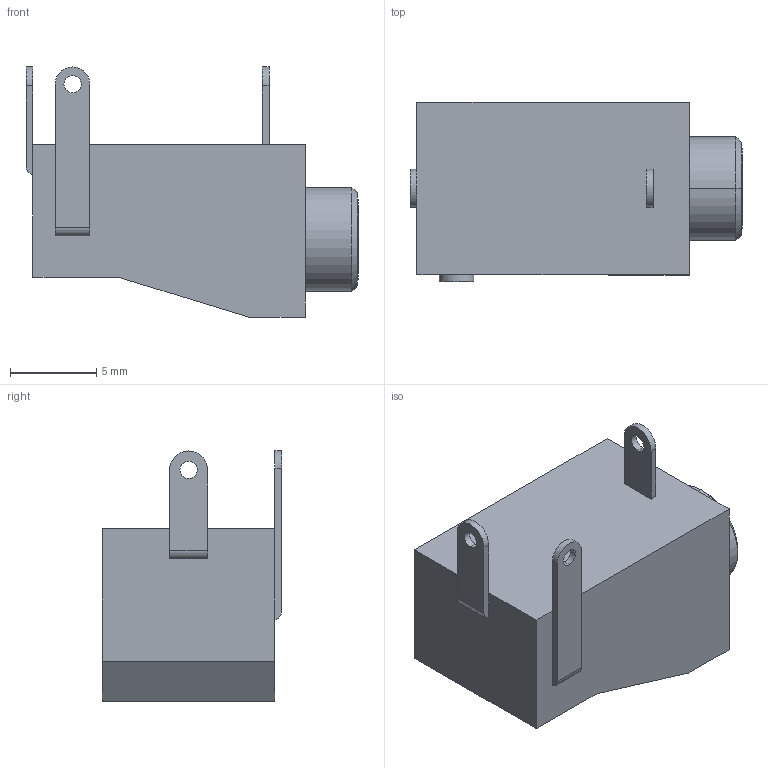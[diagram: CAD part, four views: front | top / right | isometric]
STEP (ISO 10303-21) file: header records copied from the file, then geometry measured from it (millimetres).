
FILE_DESCRIPTION (( 'STEP AP203' ), '1' );
FILE_NAME ('CUI_DEVICES_MJ-3536N.step', '2020-11-05T20:34:39', ( '' ), ( '' ), 'SwSTEP 2.0', 'SolidWorks 2020', '' );
FILE_SCHEMA (( 'CONFIG_CONTROL_DESIGN' ));
Length unit declared in the file: inch
Products named in the file (1): CUI_DEVICES_MJ-3536N
Bounding box: 19.25 x 10.4 x 14.5 mm (x, y, z)
Volume: 1448.4 mm3; surface area: 931.9 mm2
Topology: 1 solids, 1 shells, 42 faces, 102 edges, 66 vertices
Faces by surface type: plane 23, cylinder 17, cone 2
Entity records: 1325 total; most frequent: DIRECTION 224, CARTESIAN_POINT 211, ORIENTED_EDGE 204, EDGE_CURVE 102, AXIS2_PLACEMENT_3D 79, LINE 66, VERTEX_POINT 66, VECTOR 66
